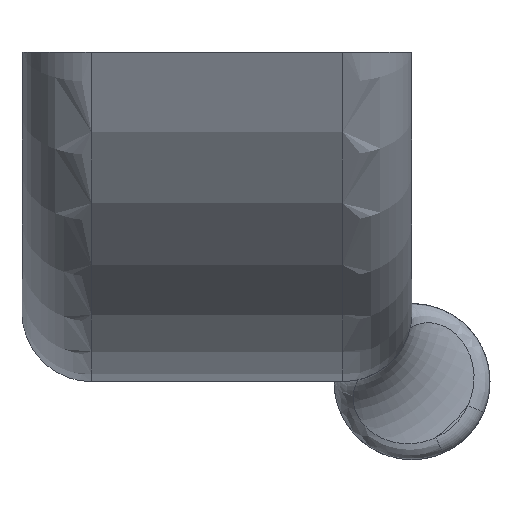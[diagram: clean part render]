
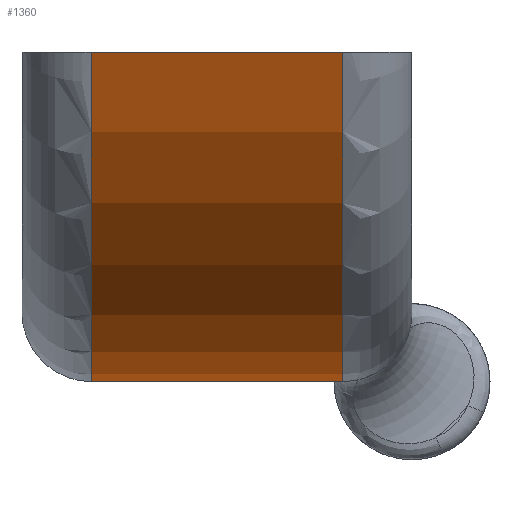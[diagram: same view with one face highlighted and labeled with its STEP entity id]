
A CAD part, left-side view. The second image highlights one B-rep face of the part: STEP entity #1360.
In plain terms, the highlighted cylindrical face has radius 60 mm (diameter 120 mm), a partial arc.
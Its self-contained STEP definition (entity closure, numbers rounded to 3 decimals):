
#119 = DIRECTION ( 'NONE',  ( 0., 1., 0. ) ) ;
#120 = DIRECTION ( 'NONE',  ( 0., 0., 1. ) ) ;
#122 = CARTESIAN_POINT ( 'NONE',  ( -157., 363., -270. ) ) ;
#124 = LINE ( 'NONE', #125, #1753 ) ;
#125 = CARTESIAN_POINT ( 'NONE',  ( -157., 4., -330. ) ) ;
#131 = DIRECTION ( 'NONE',  ( 0., 1., 0. ) ) ;
#149 = ORIENTED_EDGE ( 'NONE', *, *, #1276, .F. ) ;
#150 = ORIENTED_EDGE ( 'NONE', *, *, #1279, .T. ) ;
#261 = ORIENTED_EDGE ( 'NONE', *, *, #1282, .T. ) ;
#265 = ORIENTED_EDGE ( 'NONE', *, *, #1275, .T. ) ;
#491 = DIRECTION ( 'NONE',  ( 0., 1., 0. ) ) ;
#500 = CARTESIAN_POINT ( 'NONE',  ( -157., 392., -270. ) ) ;
#506 = DIRECTION ( 'NONE',  ( 0., -1., 0. ) ) ;
#517 = LINE ( 'NONE', #523, #1750 ) ;
#523 = CARTESIAN_POINT ( 'NONE',  ( -212.821, 4., -292. ) ) ;
#529 = DIRECTION ( 'NONE',  ( -1., 0., 0. ) ) ;
#578 = CARTESIAN_POINT ( 'NONE',  ( -157., 363., -330. ) ) ;
#608 = CARTESIAN_POINT ( 'NONE',  ( -212.821, 363., -292. ) ) ;
#818 = CARTESIAN_POINT ( 'NONE',  ( -212.821, 392., -292. ) ) ;
#822 = CARTESIAN_POINT ( 'NONE',  ( -157., 392., -330. ) ) ;
#843 = AXIS2_PLACEMENT_3D ( 'NONE', #1015, #1016, #982 ) ;
#982 = DIRECTION ( 'NONE',  ( 0., 0., -1. ) ) ;
#1002 = FACE_OUTER_BOUND ( 'NONE', #1969, .T. ) ;
#1014 = CYLINDRICAL_SURFACE ( 'NONE', #843, 60. ) ;
#1015 = CARTESIAN_POINT ( 'NONE',  ( -157., 4., -270. ) ) ;
#1016 = DIRECTION ( 'NONE',  ( 0., -1., 0. ) ) ;
#1275 = EDGE_CURVE ( 'NONE', #1891, #1858, #1783, .T. ) ;
#1276 = EDGE_CURVE ( 'NONE', #1891, #1855, #124, .T. ) ;
#1279 = EDGE_CURVE ( 'NONE', #1858, #1843, #517, .T. ) ;
#1282 = EDGE_CURVE ( 'NONE', #1843, #1855, #1772, .T. ) ;
#1360 = ADVANCED_FACE ( 'NONE', ( #1002 ), #1014, .T. ) ;
#1750 = VECTOR ( 'NONE', #491, 1000. ) ;
#1753 = VECTOR ( 'NONE', #119, 1000. ) ;
#1772 = CIRCLE ( 'NONE', #1779, 60. ) ;
#1779 = AXIS2_PLACEMENT_3D ( 'NONE', #500, #506, #529 ) ;
#1783 = CIRCLE ( 'NONE', #1800, 60. ) ;
#1800 = AXIS2_PLACEMENT_3D ( 'NONE', #122, #131, #120 ) ;
#1843 = VERTEX_POINT ( 'NONE', #818 ) ;
#1855 = VERTEX_POINT ( 'NONE', #822 ) ;
#1858 = VERTEX_POINT ( 'NONE', #608 ) ;
#1891 = VERTEX_POINT ( 'NONE', #578 ) ;
#1969 = EDGE_LOOP ( 'NONE', ( #265, #150, #261, #149 ) ) ;
